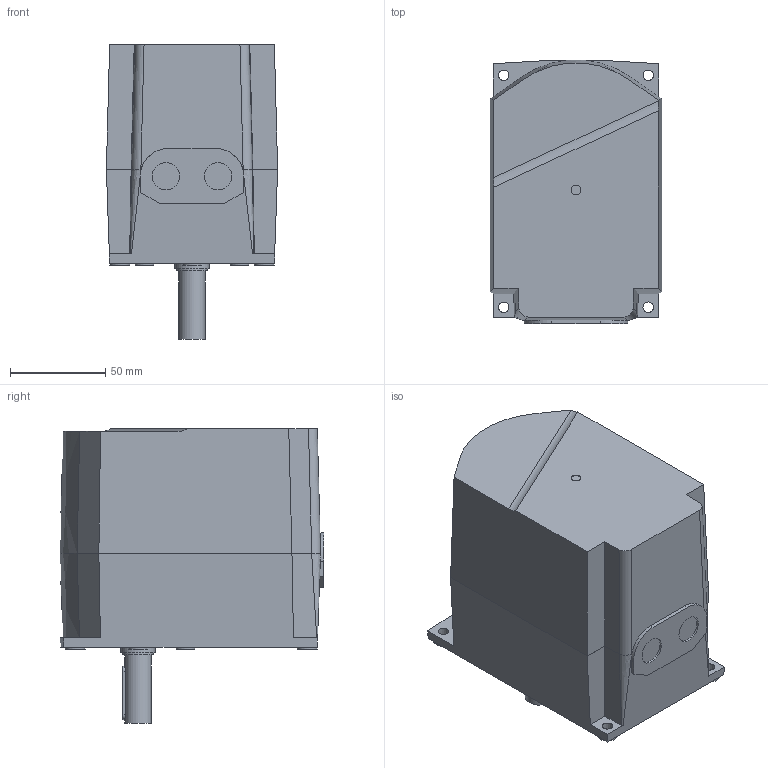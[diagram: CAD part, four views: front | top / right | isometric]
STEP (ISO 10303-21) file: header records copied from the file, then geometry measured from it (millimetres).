
FILE_DESCRIPTION(/* description */ ('Step214-Parts for PM'),/* implementation_level */ '2;1');
FILE_NAME(/* name */ 'SQM48....stp',/* time_stamp */ '2016-04-05T10:44:31+02:00',/* author */ ('EMC'),/* organization */ ('Siemens'),/* preprocessor_version */ 'ST-DEVELOPER v15',/* originating_system */ 'SIEMENS PLM Software NX 8.5',/* authorisation */ 'EMC/PM');
FILE_SCHEMA (('AUTOMOTIVE_DESIGN { 1 0 10303 214 3 1 1 1 }'));
Length unit declared in the file: millimetre
Products named in the file (1): Volc0E9850685h2l
Bounding box: 90.03 x 138.53 x 155 mm (x, y, z)
Volume: 1267946.4 mm3; surface area: 74019.8 mm2
Topology: 1 solids, 1 shells, 99 faces, 242 edges, 163 vertices
Faces by surface type: plane 62, cone 17, cylinder 15, torus 3, bspline 2
Full cylindrical faces by diameter (mm): 5 x1, 14 x1, 14.38 x2, 16.08 x1, 18 x1
Entity records: 3283 total; most frequent: CARTESIAN_POINT 712, DIRECTION 458, ORIENTED_EDGE 426, EDGE_CURVE 213, AXIS2_PLACEMENT_3D 169, VERTEX_POINT 157, EDGE_LOOP 148, LINE 120
